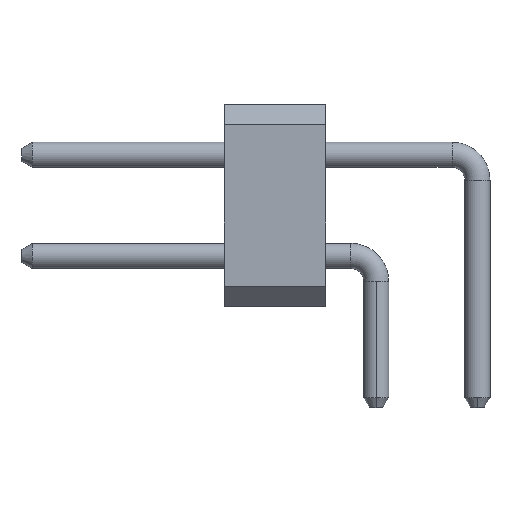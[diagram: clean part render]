
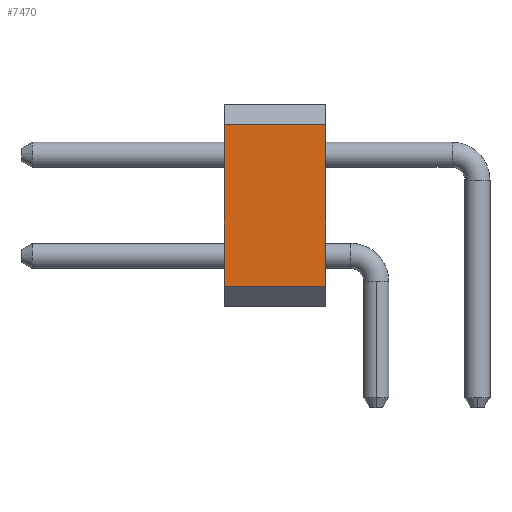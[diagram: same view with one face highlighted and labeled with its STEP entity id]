
A CAD part, left-side view. The second image highlights one B-rep face of the part: STEP entity #7470.
In plain terms, the highlighted planar face has unit normal (-1, 0, 0).
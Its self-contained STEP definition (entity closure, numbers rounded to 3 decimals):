
#194 = CARTESIAN_POINT ( 'NONE',  ( 0.1, 2., 3.6 ) ) ;
#259 = PLANE ( 'NONE',  #9497 ) ;
#331 = LINE ( 'NONE', #4408, #1271 ) ;
#515 = VERTEX_POINT ( 'NONE', #5837 ) ;
#638 = VERTEX_POINT ( 'NONE', #9038 ) ;
#656 = DIRECTION ( 'NONE',  ( 0., -1., 0. ) ) ;
#1239 = EDGE_CURVE ( 'NONE', #638, #4599, #331, .T. ) ;
#1271 = VECTOR ( 'NONE', #9592, 1000. ) ;
#1587 = EDGE_LOOP ( 'NONE', ( #9588, #4944, #2849, #1711 ) ) ;
#1707 = LINE ( 'NONE', #5916, #4374 ) ;
#1711 = ORIENTED_EDGE ( 'NONE', *, *, #5528, .F. ) ;
#2090 = EDGE_CURVE ( 'NONE', #515, #638, #9457, .T. ) ;
#2391 = CARTESIAN_POINT ( 'NONE',  ( 0.1, -3.25, 0. ) ) ;
#2462 = DIRECTION ( 'NONE',  ( 0., 1., 0. ) ) ;
#2625 = CARTESIAN_POINT ( 'NONE',  ( 0.1, 2., 0.4 ) ) ;
#2686 = VECTOR ( 'NONE', #656, 1000. ) ;
#2849 = ORIENTED_EDGE ( 'NONE', *, *, #6991, .T. ) ;
#4374 = VECTOR ( 'NONE', #8983, 1000. ) ;
#4408 = CARTESIAN_POINT ( 'NONE',  ( 0.1, 2., 0. ) ) ;
#4599 = VERTEX_POINT ( 'NONE', #2625 ) ;
#4944 = ORIENTED_EDGE ( 'NONE', *, *, #1239, .T. ) ;
#5528 = EDGE_CURVE ( 'NONE', #515, #6441, #1707, .T. ) ;
#5837 = CARTESIAN_POINT ( 'NONE',  ( 0.1, 0., 3.6 ) ) ;
#5916 = CARTESIAN_POINT ( 'NONE',  ( 0.1, 0., 0. ) ) ;
#6441 = VERTEX_POINT ( 'NONE', #9638 ) ;
#6991 = EDGE_CURVE ( 'NONE', #4599, #6441, #8624, .T. ) ;
#7447 = FACE_OUTER_BOUND ( 'NONE', #1587, .T. ) ;
#7470 = ADVANCED_FACE ( 'NONE', ( #7447 ), #259, .F. ) ;
#8106 = CARTESIAN_POINT ( 'NONE',  ( 0.1, 2., 0.4 ) ) ;
#8624 = LINE ( 'NONE', #8106, #2686 ) ;
#8983 = DIRECTION ( 'NONE',  ( 0., 0., -1. ) ) ;
#9038 = CARTESIAN_POINT ( 'NONE',  ( 0.1, 2., 3.6 ) ) ;
#9093 = DIRECTION ( 'NONE',  ( 1., 0., 0. ) ) ;
#9195 = DIRECTION ( 'NONE',  ( 0., 0., -1. ) ) ;
#9345 = VECTOR ( 'NONE', #2462, 1000. ) ;
#9457 = LINE ( 'NONE', #194, #9345 ) ;
#9497 = AXIS2_PLACEMENT_3D ( 'NONE', #2391, #9093, #9195 ) ;
#9588 = ORIENTED_EDGE ( 'NONE', *, *, #2090, .T. ) ;
#9592 = DIRECTION ( 'NONE',  ( 0., 0., -1. ) ) ;
#9638 = CARTESIAN_POINT ( 'NONE',  ( 0.1, 0., 0.4 ) ) ;
